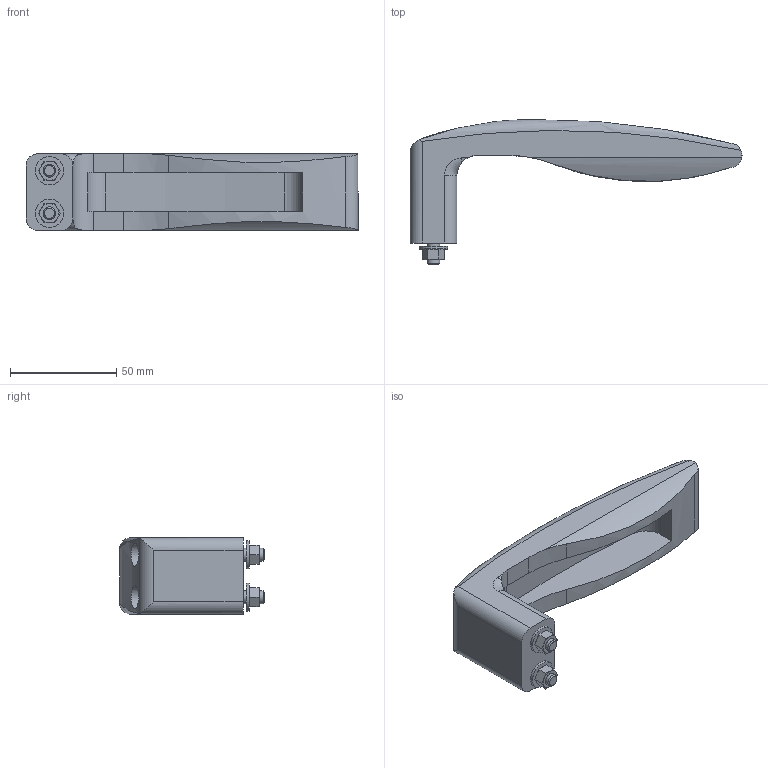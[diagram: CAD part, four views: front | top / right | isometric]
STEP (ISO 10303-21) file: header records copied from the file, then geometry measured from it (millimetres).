
FILE_DESCRIPTION( ( 'STEP AP214' ), '1' );
FILE_NAME( 'K0237.15606.stp', '2020-11-26T12:59:21', ( '' ), ( '' ), ' ', 'PARTsolutions', ' ' );
FILE_SCHEMA( ( 'AUTOMOTIVE_DESIGN { 1 0 10303 214 1 1 1 1 }' ) );
Length unit declared in the file: millimetre
Products named in the file (1): _K0237.15606
Bounding box: 156 x 68 x 36 mm (x, y, z)
Volume: 108677.1 mm3; surface area: 25387.1 mm2
Topology: 1 solids, 1 shells, 118 faces, 303 edges, 197 vertices
Faces by surface type: plane 58, cylinder 28, cone 28, torus 4
Full cylindrical faces by diameter (mm): 6 x4, 10.91 x2, 13.31 x2
Entity records: 4895 total; most frequent: CARTESIAN_POINT 1202, ORIENTED_EDGE 572, DIRECTION 538, EDGE_CURVE 286, AXIS2_PLACEMENT_3D 205, VERTEX_POINT 194, EDGE_LOOP 140, LINE 128
